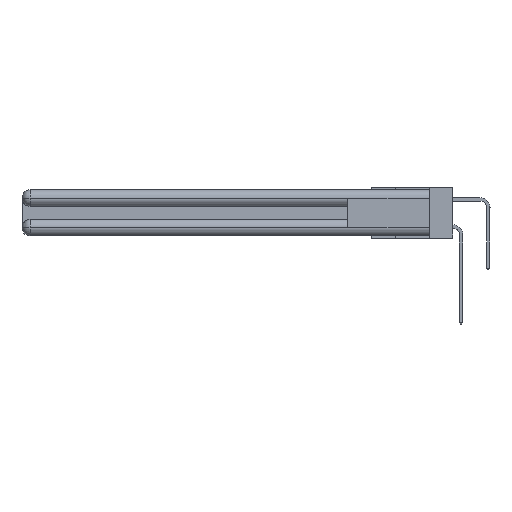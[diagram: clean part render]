
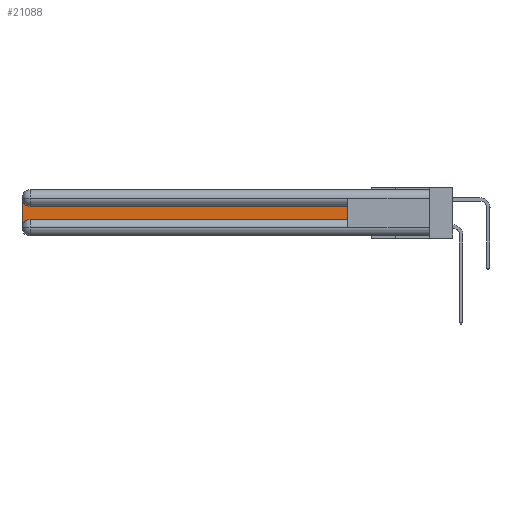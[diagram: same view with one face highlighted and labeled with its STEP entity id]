
A CAD part, left-side view. The second image highlights one B-rep face of the part: STEP entity #21088.
In plain terms, the highlighted planar face has unit normal (-1, 0, 0).
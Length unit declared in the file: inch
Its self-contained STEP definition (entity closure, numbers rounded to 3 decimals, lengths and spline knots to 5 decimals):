
#70 = AXIS2_PLACEMENT_3D ( 'NONE', #5790, #16515, #24489 ) ;
#1202 = AXIS2_PLACEMENT_3D ( 'NONE', #24195, #21599, #32015 ) ;
#1610 = EDGE_CURVE ( 'NONE', #12368, #9147, #9545, .T. ) ;
#2373 = AXIS2_PLACEMENT_3D ( 'NONE', #10134, #15147, #28387 ) ;
#2440 = VECTOR ( 'NONE', #27954, 39.37008 ) ;
#3410 = EDGE_CURVE ( 'NONE', #25111, #28340, #6881, .T. ) ;
#3423 = EDGE_CURVE ( 'NONE', #28340, #19128, #14791, .T. ) ;
#3586 = EDGE_LOOP ( 'NONE', ( #5253, #24942, #5776, #27285, #6063, #22075 ) ) ;
#3870 = DIRECTION ( 'NONE',  ( 0., 1., 0. ) ) ;
#5253 = ORIENTED_EDGE ( 'NONE', *, *, #19176, .T. ) ;
#5653 = DIRECTION ( 'NONE',  ( 0., -1., 0. ) ) ;
#5776 = ORIENTED_EDGE ( 'NONE', *, *, #3423, .T. ) ;
#5790 = CARTESIAN_POINT ( 'NONE',  ( 0.075, 3., -0.1225 ) ) ;
#6063 = ORIENTED_EDGE ( 'NONE', *, *, #11577, .T. ) ;
#6447 = CIRCLE ( 'NONE', #1202, 0.06 ) ;
#6881 = CIRCLE ( 'NONE', #2373, 0.06 ) ;
#7453 = CARTESIAN_POINT ( 'NONE',  ( 0.075, 3., -0.2175 ) ) ;
#8469 = VECTOR ( 'NONE', #5653, 39.37008 ) ;
#8884 = CARTESIAN_POINT ( 'NONE',  ( 0.075, 0.6, -0.2175 ) ) ;
#9147 = VERTEX_POINT ( 'NONE', #9507 ) ;
#9507 = CARTESIAN_POINT ( 'NONE',  ( 0.075, 0.6, -0.1225 ) ) ;
#9545 = LINE ( 'NONE', #31103, #2440 ) ;
#10134 = CARTESIAN_POINT ( 'NONE',  ( 0.075, 2.94, -0.0625 ) ) ;
#11577 = EDGE_CURVE ( 'NONE', #15971, #12368, #26883, .T. ) ;
#11824 = CARTESIAN_POINT ( 'NONE',  ( 0.075, 0.6, -0.1225 ) ) ;
#12368 = VERTEX_POINT ( 'NONE', #8884 ) ;
#12617 = CARTESIAN_POINT ( 'NONE',  ( 0.075, 2.94, -0.1225 ) ) ;
#14791 = LINE ( 'NONE', #7453, #17292 ) ;
#15037 = DIRECTION ( 'NONE',  ( 0., 0., -1. ) ) ;
#15147 = DIRECTION ( 'NONE',  ( 1., 0., 0. ) ) ;
#15265 = CARTESIAN_POINT ( 'NONE',  ( 0.075, 3., -0.0625 ) ) ;
#15971 = VERTEX_POINT ( 'NONE', #17586 ) ;
#16515 = DIRECTION ( 'NONE',  ( 1., 0., 0. ) ) ;
#17292 = VECTOR ( 'NONE', #15037, 39.37008 ) ;
#17586 = CARTESIAN_POINT ( 'NONE',  ( 0.075, 2.94, -0.2175 ) ) ;
#19086 = PLANE ( 'NONE',  #70 ) ;
#19128 = VERTEX_POINT ( 'NONE', #22326 ) ;
#19176 = EDGE_CURVE ( 'NONE', #9147, #25111, #34489, .T. ) ;
#21088 = ADVANCED_FACE ( 'NONE', ( #26901 ), #19086, .F. ) ;
#21599 = DIRECTION ( 'NONE',  ( 1., 0., 0. ) ) ;
#21653 = CARTESIAN_POINT ( 'NONE',  ( 0.075, 0.6, -0.2175 ) ) ;
#22075 = ORIENTED_EDGE ( 'NONE', *, *, #1610, .T. ) ;
#22326 = CARTESIAN_POINT ( 'NONE',  ( 0.075, 3., -0.2775 ) ) ;
#24195 = CARTESIAN_POINT ( 'NONE',  ( 0.075, 2.94, -0.2775 ) ) ;
#24489 = DIRECTION ( 'NONE',  ( 0., 0., -1. ) ) ;
#24942 = ORIENTED_EDGE ( 'NONE', *, *, #3410, .T. ) ;
#25111 = VERTEX_POINT ( 'NONE', #12617 ) ;
#26883 = LINE ( 'NONE', #21653, #8469 ) ;
#26901 = FACE_OUTER_BOUND ( 'NONE', #3586, .T. ) ;
#27285 = ORIENTED_EDGE ( 'NONE', *, *, #32402, .T. ) ;
#27954 = DIRECTION ( 'NONE',  ( 0., 0., 1. ) ) ;
#28340 = VERTEX_POINT ( 'NONE', #15265 ) ;
#28387 = DIRECTION ( 'NONE',  ( 0., 0., -1. ) ) ;
#31103 = CARTESIAN_POINT ( 'NONE',  ( 0.075, 0.6, -0.2175 ) ) ;
#31985 = VECTOR ( 'NONE', #3870, 39.37008 ) ;
#32015 = DIRECTION ( 'NONE',  ( 0., 0., -1. ) ) ;
#32402 = EDGE_CURVE ( 'NONE', #19128, #15971, #6447, .T. ) ;
#34489 = LINE ( 'NONE', #11824, #31985 ) ;
